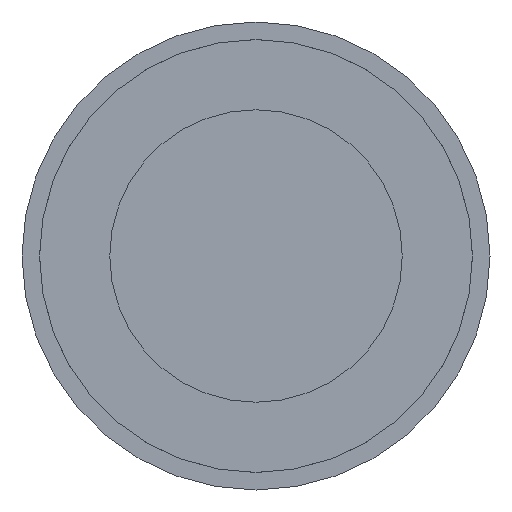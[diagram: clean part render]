
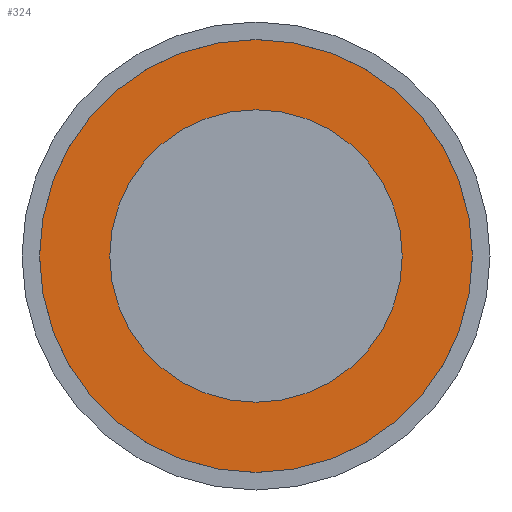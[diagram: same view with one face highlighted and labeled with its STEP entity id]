
A CAD part, front view. The second image highlights one B-rep face of the part: STEP entity #324.
In plain terms, the highlighted planar face has unit normal (0, -1, 0).
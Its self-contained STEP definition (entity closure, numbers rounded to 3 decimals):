
#324=ADVANCED_FACE('',(#876,#877),#878,.T.);
#876=FACE_OUTER_BOUND('',#12952,.T.);
#877=FACE_BOUND('',#12953,.T.);
#878=PLANE('',#12954);
#12952=EDGE_LOOP('',(#14969,#14970));
#12953=EDGE_LOOP('',(#14971,#14972));
#12954=AXIS2_PLACEMENT_3D('',#14973,#14974,#14975);
#14969=ORIENTED_EDGE('',*,*,#15723,.T.);
#14970=ORIENTED_EDGE('',*,*,#15722,.T.);
#14971=ORIENTED_EDGE('',*,*,#15724,.F.);
#14972=ORIENTED_EDGE('',*,*,#15725,.F.);
#14973=CARTESIAN_POINT('',(0.,-17.8,0.0));
#14974=DIRECTION('',(0.0,-1.0,0.0));
#14975=DIRECTION('',(-1.0,0.0,0.0));
#15722=EDGE_CURVE('',#16846,#16848,#16850,.T.);
#15723=EDGE_CURVE('',#16848,#16846,#16851,.T.);
#15724=EDGE_CURVE('',#16852,#16853,#16854,.T.);
#15725=EDGE_CURVE('',#16853,#16852,#16855,.T.);
#16846=VERTEX_POINT('',#27490);
#16848=VERTEX_POINT('',#27493);
#16850=CIRCLE('',#27496,18.498);
#16851=CIRCLE('',#27497,18.498);
#16852=VERTEX_POINT('',#27498);
#16853=VERTEX_POINT('',#27499);
#16854=CIRCLE('',#27500,12.5);
#16855=CIRCLE('',#27501,12.5);
#27490=CARTESIAN_POINT('',(-18.498,-17.8,0.0));
#27493=CARTESIAN_POINT('',(18.498,-17.8,0.0));
#27496=AXIS2_PLACEMENT_3D('',#28193,#28194,#28195);
#27497=AXIS2_PLACEMENT_3D('',#28196,#28197,#28198);
#27498=CARTESIAN_POINT('',(-12.5,-17.8,0.0));
#27499=CARTESIAN_POINT('',(12.5,-17.8,0.0));
#27500=AXIS2_PLACEMENT_3D('',#28199,#28200,#28201);
#27501=AXIS2_PLACEMENT_3D('',#28202,#28203,#28204);
#28193=CARTESIAN_POINT('',(0.,-17.8,0.0));
#28194=DIRECTION('',(0.0,-1.0,0.0));
#28195=DIRECTION('',(-1.0,0.0,0.0));
#28196=CARTESIAN_POINT('',(0.,-17.8,0.0));
#28197=DIRECTION('',(0.0,-1.0,0.0));
#28198=DIRECTION('',(1.0,0.0,0.0));
#28199=CARTESIAN_POINT('',(0.,-17.8,0.0));
#28200=DIRECTION('',(0.0,-1.0,0.0));
#28201=DIRECTION('',(-1.0,0.0,0.0));
#28202=CARTESIAN_POINT('',(0.,-17.8,0.0));
#28203=DIRECTION('',(0.0,-1.0,0.0));
#28204=DIRECTION('',(1.0,0.0,0.0));
